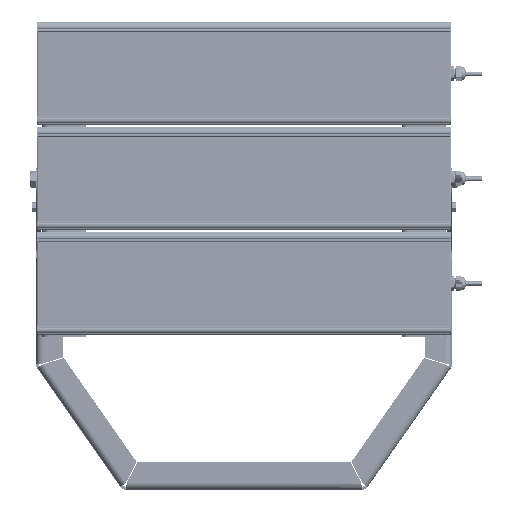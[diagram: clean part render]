
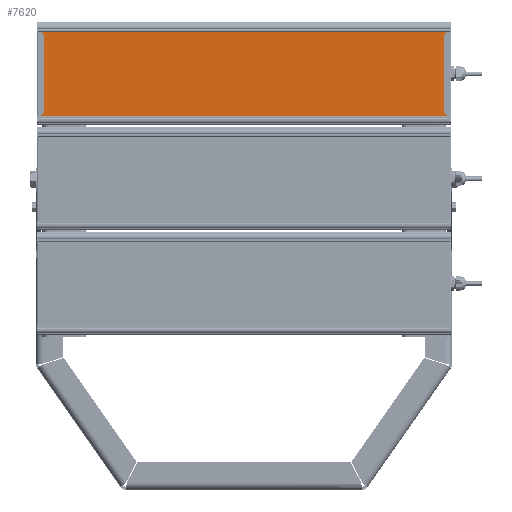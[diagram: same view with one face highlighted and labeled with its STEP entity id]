
A CAD part, front view. The second image highlights one B-rep face of the part: STEP entity #7620.
In plain terms, the highlighted face is planar.
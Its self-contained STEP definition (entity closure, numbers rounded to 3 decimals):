
#7620=ADVANCED_FACE('',(#23755),#23757,.T.);
#23755=FACE_BOUND('',#23756,.T.);
#23756=EDGE_LOOP('',(#55328,#55329,#55330,#55331));
#23757=PLANE('',#23758);
#23758=AXIS2_PLACEMENT_3D('',#23759,#23760,#23761);
#23759=CARTESIAN_POINT('',(2111.497,401.002,-34.582));
#23760=DIRECTION('',(0.,0.,-1.));
#23761=DIRECTION('',(0.,1.,0.));
#55328=ORIENTED_EDGE('',*,*,#63542,.F.);
#55329=ORIENTED_EDGE('',*,*,#63541,.T.);
#55330=ORIENTED_EDGE('',*,*,#63543,.F.);
#55331=ORIENTED_EDGE('',*,*,#63544,.F.);
#63541=EDGE_CURVE('',#71543,#71547,#71549,.T.);
#63542=EDGE_CURVE('',#71543,#71550,#71551,.T.);
#63543=EDGE_CURVE('',#71552,#71547,#71553,.T.);
#63544=EDGE_CURVE('',#71550,#71552,#71554,.T.);
#71543=VERTEX_POINT('',#102973);
#71547=VERTEX_POINT('',#102981);
#71549=LINE('',#102985,#102986);
#71550=VERTEX_POINT('',#102988);
#71551=LINE('',#102989,#102990);
#71552=VERTEX_POINT('',#102992);
#71553=LINE('',#102993,#102994);
#71554=LINE('',#102996,#102997);
#102973=CARTESIAN_POINT('',(2111.497,565.13,-34.582));
#102981=CARTESIAN_POINT('',(2857.497,565.13,-34.582));
#102985=CARTESIAN_POINT('',(2111.497,565.13,-34.582));
#102986=VECTOR('',#102987,1.);
#102987=DIRECTION('',(1.,0.,0.));
#102988=CARTESIAN_POINT('',(2111.497,401.002,-34.582));
#102989=CARTESIAN_POINT('',(2111.497,565.13,-34.582));
#102990=VECTOR('',#102991,1.);
#102991=DIRECTION('',(0.,-1.,0.));
#102992=CARTESIAN_POINT('',(2857.497,401.002,-34.582));
#102993=CARTESIAN_POINT('',(2857.497,401.002,-34.582));
#102994=VECTOR('',#102995,1.);
#102995=DIRECTION('',(0.,1.,0.));
#102996=CARTESIAN_POINT('',(2111.497,401.002,-34.582));
#102997=VECTOR('',#102998,1.);
#102998=DIRECTION('',(1.,0.,0.));
